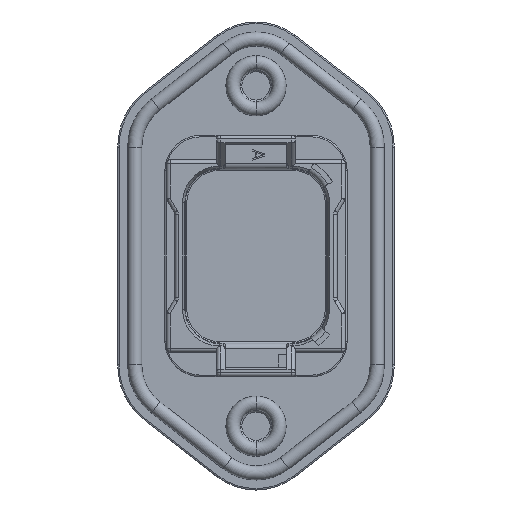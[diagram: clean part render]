
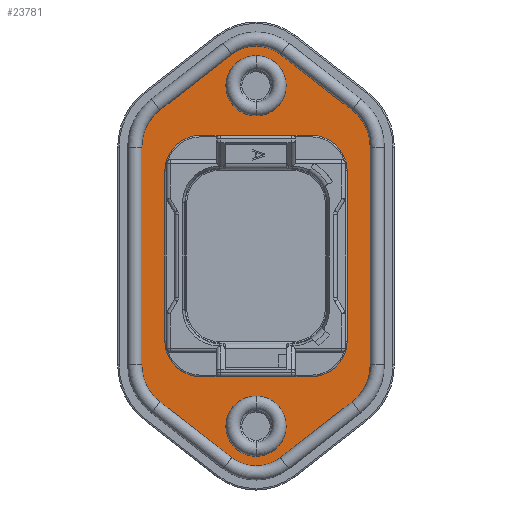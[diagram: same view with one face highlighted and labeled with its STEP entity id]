
A CAD part, front view. The second image highlights one B-rep face of the part: STEP entity #23781.
In plain terms, the highlighted planar face has unit normal (0, -1, 0).
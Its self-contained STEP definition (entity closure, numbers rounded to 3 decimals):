
#284=CARTESIAN_POINT('',(7.85,13.5,-12.));
#285=DIRECTION('',(0.,-1.,0.));
#286=DIRECTION('',(0.,0.,-1.));
#287=AXIS2_PLACEMENT_3D('',#284,#285,#286);
#343=DIRECTION('',(0.79,0.,-0.613));
#344=VECTOR('',#343,12.806);
#345=CARTESIAN_POINT('',(-13.549,13.5,-20.567));
#346=LINE('',#345,#344);
#347=CARTESIAN_POINT('',(-9.5,13.5,-15.355));
#348=DIRECTION('',(0.,-1.,0.));
#349=DIRECTION('',(-1.,0.,0.));
#350=AXIS2_PLACEMENT_3D('',#347,#348,#349);
#352=DIRECTION('',(0.,0.,-1.));
#353=VECTOR('',#352,30.71);
#354=CARTESIAN_POINT('',(-16.1,13.5,15.355));
#355=LINE('',#354,#353);
#356=CARTESIAN_POINT('',(-9.5,13.5,15.355));
#357=DIRECTION('',(0.,-1.,0.));
#358=DIRECTION('',(-0.613,0.,0.79));
#359=AXIS2_PLACEMENT_3D('',#356,#357,#358);
#361=DIRECTION('',(-0.79,0.,-0.613));
#362=VECTOR('',#361,12.806);
#363=CARTESIAN_POINT('',(-3.435,13.5,28.423));
#364=LINE('',#363,#362);
#365=CARTESIAN_POINT('',(0.,13.5,24.));
#366=DIRECTION('',(0.,-1.,0.));
#367=DIRECTION('',(0.613,0.,0.79));
#368=AXIS2_PLACEMENT_3D('',#365,#366,#367);
#370=DIRECTION('',(-0.79,0.,0.613));
#371=VECTOR('',#370,12.806);
#372=CARTESIAN_POINT('',(13.549,13.5,20.567));
#373=LINE('',#372,#371);
#374=CARTESIAN_POINT('',(9.5,13.5,15.355));
#375=DIRECTION('',(0.,-1.,0.));
#376=DIRECTION('',(1.,0.,0.));
#377=AXIS2_PLACEMENT_3D('',#374,#375,#376);
#379=DIRECTION('',(0.,0.,1.));
#380=VECTOR('',#379,30.71);
#381=CARTESIAN_POINT('',(16.1,13.5,-15.355));
#382=LINE('',#381,#380);
#383=CARTESIAN_POINT('',(9.5,13.5,-15.355));
#384=DIRECTION('',(0.,-1.,0.));
#385=DIRECTION('',(0.613,0.,-0.79));
#386=AXIS2_PLACEMENT_3D('',#383,#384,#385);
#388=DIRECTION('',(0.79,0.,0.613));
#389=VECTOR('',#388,12.806);
#390=CARTESIAN_POINT('',(3.435,13.5,-28.423));
#391=LINE('',#390,#389);
#392=CARTESIAN_POINT('',(0.,13.5,-24.));
#393=DIRECTION('',(0.,-1.,0.));
#394=DIRECTION('',(-0.613,0.,-0.79));
#395=AXIS2_PLACEMENT_3D('',#392,#393,#394);
#397=CARTESIAN_POINT('',(0.,13.5,-24.));
#398=DIRECTION('',(0.,1.,0.));
#399=DIRECTION('',(0.,0.,1.));
#400=AXIS2_PLACEMENT_3D('',#397,#398,#399);
#402=CARTESIAN_POINT('',(0.,13.5,-24.));
#403=DIRECTION('',(0.,1.,0.));
#404=DIRECTION('',(0.,0.,-1.));
#405=AXIS2_PLACEMENT_3D('',#402,#403,#404);
#407=CARTESIAN_POINT('',(0.,13.5,24.));
#408=DIRECTION('',(0.,1.,0.));
#409=DIRECTION('',(0.,0.,1.));
#410=AXIS2_PLACEMENT_3D('',#407,#408,#409);
#412=CARTESIAN_POINT('',(0.,13.5,24.));
#413=DIRECTION('',(0.,1.,0.));
#414=DIRECTION('',(0.,0.,-1.));
#415=AXIS2_PLACEMENT_3D('',#412,#413,#414);
#595=DIRECTION('',(-1.,0.,0.));
#596=VECTOR('',#595,15.7);
#597=CARTESIAN_POINT('',(7.85,13.5,-17.));
#598=LINE('',#597,#596);
#767=DIRECTION('',(1.,0.,0.));
#768=VECTOR('',#767,15.7);
#769=CARTESIAN_POINT('',(-7.85,13.5,17.));
#770=LINE('',#769,#768);
#787=CARTESIAN_POINT('',(7.85,13.5,12.));
#788=DIRECTION('',(0.,-1.,0.));
#789=DIRECTION('',(1.,0.,0.));
#790=AXIS2_PLACEMENT_3D('',#787,#788,#789);
#796=DIRECTION('',(0.,0.,-1.));
#797=VECTOR('',#796,24.);
#798=CARTESIAN_POINT('',(12.85,13.5,12.));
#799=LINE('',#798,#797);
#13366=CARTESIAN_POINT('',(-7.85,13.5,-12.));
#13367=DIRECTION('',(0.,-1.,0.));
#13368=DIRECTION('',(-1.,0.,0.));
#13369=AXIS2_PLACEMENT_3D('',#13366,#13367,#13368);
#13375=DIRECTION('',(0.,0.,1.));
#13376=VECTOR('',#13375,24.);
#13377=CARTESIAN_POINT('',(-12.85,13.5,-12.));
#13378=LINE('',#13377,#13376);
#13387=CARTESIAN_POINT('',(-7.85,13.5,12.));
#13388=DIRECTION('',(0.,-1.,0.));
#13389=DIRECTION('',(0.,0.,1.));
#13390=AXIS2_PLACEMENT_3D('',#13387,#13388,#13389);
#21977=CARTESIAN_POINT('',(-13.549,13.5,-20.567));
#21978=CARTESIAN_POINT('',(-3.435,13.5,-28.423));
#21979=VERTEX_POINT('',#21977);
#21980=VERTEX_POINT('',#21978);
#21985=CARTESIAN_POINT('',(3.435,13.5,-28.423));
#21986=VERTEX_POINT('',#21985);
#21989=CARTESIAN_POINT('',(13.549,13.5,-20.567));
#21990=VERTEX_POINT('',#21989);
#21993=CARTESIAN_POINT('',(16.1,13.5,-15.355));
#21994=VERTEX_POINT('',#21993);
#21997=CARTESIAN_POINT('',(16.1,13.5,15.355));
#21998=VERTEX_POINT('',#21997);
#22001=CARTESIAN_POINT('',(13.549,13.5,20.567));
#22002=VERTEX_POINT('',#22001);
#22005=CARTESIAN_POINT('',(3.435,13.5,28.423));
#22006=VERTEX_POINT('',#22005);
#22009=CARTESIAN_POINT('',(-3.435,13.5,28.423));
#22010=VERTEX_POINT('',#22009);
#22013=CARTESIAN_POINT('',(-13.549,13.5,20.567));
#22014=VERTEX_POINT('',#22013);
#22017=CARTESIAN_POINT('',(-16.1,13.5,15.355));
#22018=VERTEX_POINT('',#22017);
#22021=CARTESIAN_POINT('',(-16.1,13.5,-15.355));
#22022=VERTEX_POINT('',#22021);
#22053=CARTESIAN_POINT('',(0.,13.5,28.25));
#22054=CARTESIAN_POINT('',(0.,13.5,19.75));
#22055=VERTEX_POINT('',#22053);
#22056=VERTEX_POINT('',#22054);
#22061=CARTESIAN_POINT('',(0.,13.5,-19.75));
#22062=CARTESIAN_POINT('',(0.,13.5,-28.25));
#22063=VERTEX_POINT('',#22061);
#22064=VERTEX_POINT('',#22062);
#22065=CARTESIAN_POINT('',(7.85,13.5,-17.));
#22066=CARTESIAN_POINT('',(-7.85,13.5,-17.));
#22067=VERTEX_POINT('',#22065);
#22068=VERTEX_POINT('',#22066);
#22069=CARTESIAN_POINT('',(-7.85,13.5,17.));
#22070=CARTESIAN_POINT('',(7.85,13.5,17.));
#22071=VERTEX_POINT('',#22069);
#22072=VERTEX_POINT('',#22070);
#22073=CARTESIAN_POINT('',(12.85,13.5,-12.));
#22074=VERTEX_POINT('',#22073);
#22075=CARTESIAN_POINT('',(-12.85,13.5,-12.));
#22076=VERTEX_POINT('',#22075);
#22077=CARTESIAN_POINT('',(-12.85,13.5,12.));
#22078=VERTEX_POINT('',#22077);
#22079=CARTESIAN_POINT('',(12.85,13.5,12.));
#22080=VERTEX_POINT('',#22079);
#23721=CARTESIAN_POINT('',(12.6,13.5,0.));
#23722=DIRECTION('',(0.,-1.,0.));
#23723=DIRECTION('',(0.,0.,1.));
#23724=AXIS2_PLACEMENT_3D('',#23721,#23722,#23723);
#23725=PLANE('',#23724);
#23727=ORIENTED_EDGE('',*,*,#23726,.F.);
#23729=ORIENTED_EDGE('',*,*,#23728,.F.);
#23731=ORIENTED_EDGE('',*,*,#23730,.F.);
#23733=ORIENTED_EDGE('',*,*,#23732,.F.);
#23735=ORIENTED_EDGE('',*,*,#23734,.F.);
#23737=ORIENTED_EDGE('',*,*,#23736,.F.);
#23739=ORIENTED_EDGE('',*,*,#23738,.F.);
#23741=ORIENTED_EDGE('',*,*,#23740,.F.);
#23743=ORIENTED_EDGE('',*,*,#23742,.F.);
#23745=ORIENTED_EDGE('',*,*,#23744,.F.);
#23747=ORIENTED_EDGE('',*,*,#23746,.F.);
#23749=ORIENTED_EDGE('',*,*,#23748,.F.);
#23750=EDGE_LOOP('',(#23727,#23729,#23731,#23733,#23735,#23737,#23739,#23741,
#23743,#23745,#23747,#23749));
#23751=FACE_OUTER_BOUND('',#23750,.F.);
#23753=ORIENTED_EDGE('',*,*,#23752,.F.);
#23754=ORIENTED_EDGE('',*,*,#23711,.T.);
#23756=ORIENTED_EDGE('',*,*,#23755,.F.);
#23758=ORIENTED_EDGE('',*,*,#23757,.T.);
#23760=ORIENTED_EDGE('',*,*,#23759,.F.);
#23762=ORIENTED_EDGE('',*,*,#23761,.T.);
#23764=ORIENTED_EDGE('',*,*,#23763,.F.);
#23766=ORIENTED_EDGE('',*,*,#23765,.T.);
#23767=EDGE_LOOP('',(#23753,#23754,#23756,#23758,#23760,#23762,#23764,#23766));
#23768=FACE_BOUND('',#23767,.F.);
#23770=ORIENTED_EDGE('',*,*,#23769,.F.);
#23772=ORIENTED_EDGE('',*,*,#23771,.F.);
#23773=EDGE_LOOP('',(#23770,#23772));
#23774=FACE_BOUND('',#23773,.F.);
#23776=ORIENTED_EDGE('',*,*,#23775,.F.);
#23778=ORIENTED_EDGE('',*,*,#23777,.F.);
#23779=EDGE_LOOP('',(#23776,#23778));
#23780=FACE_BOUND('',#23779,.F.);
#23781=ADVANCED_FACE('',(#23751,#23768,#23774,#23780),#23725,.T.);
#288=CIRCLE('',#287,5.);
#351=CIRCLE('',#350,6.6);
#360=CIRCLE('',#359,6.6);
#369=CIRCLE('',#368,5.6);
#378=CIRCLE('',#377,6.6);
#387=CIRCLE('',#386,6.6);
#396=CIRCLE('',#395,5.6);
#401=CIRCLE('',#400,4.25);
#406=CIRCLE('',#405,4.25);
#411=CIRCLE('',#410,4.25);
#416=CIRCLE('',#415,4.25);
#791=CIRCLE('',#790,5.);
#13370=CIRCLE('',#13369,5.);
#13391=CIRCLE('',#13390,5.);
#23711=EDGE_CURVE('',#22067,#22074,#288,.T.);
#23726=EDGE_CURVE('',#21979,#21980,#346,.T.);
#23728=EDGE_CURVE('',#22022,#21979,#351,.T.);
#23730=EDGE_CURVE('',#22018,#22022,#355,.T.);
#23732=EDGE_CURVE('',#22014,#22018,#360,.T.);
#23734=EDGE_CURVE('',#22010,#22014,#364,.T.);
#23736=EDGE_CURVE('',#22006,#22010,#369,.T.);
#23738=EDGE_CURVE('',#22002,#22006,#373,.T.);
#23740=EDGE_CURVE('',#21998,#22002,#378,.T.);
#23742=EDGE_CURVE('',#21994,#21998,#382,.T.);
#23744=EDGE_CURVE('',#21990,#21994,#387,.T.);
#23746=EDGE_CURVE('',#21986,#21990,#391,.T.);
#23748=EDGE_CURVE('',#21980,#21986,#396,.T.);
#23752=EDGE_CURVE('',#22067,#22068,#598,.T.);
#23755=EDGE_CURVE('',#22080,#22074,#799,.T.);
#23757=EDGE_CURVE('',#22080,#22072,#791,.T.);
#23759=EDGE_CURVE('',#22071,#22072,#770,.T.);
#23761=EDGE_CURVE('',#22071,#22078,#13391,.T.);
#23763=EDGE_CURVE('',#22076,#22078,#13378,.T.);
#23765=EDGE_CURVE('',#22076,#22068,#13370,.T.);
#23769=EDGE_CURVE('',#22063,#22064,#401,.T.);
#23771=EDGE_CURVE('',#22064,#22063,#406,.T.);
#23775=EDGE_CURVE('',#22055,#22056,#411,.T.);
#23777=EDGE_CURVE('',#22056,#22055,#416,.T.);
